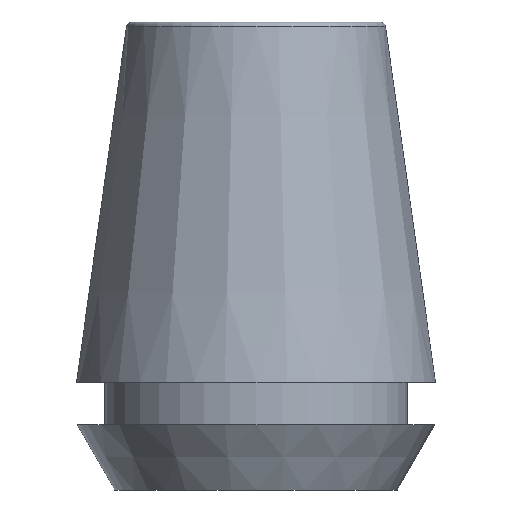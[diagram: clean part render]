
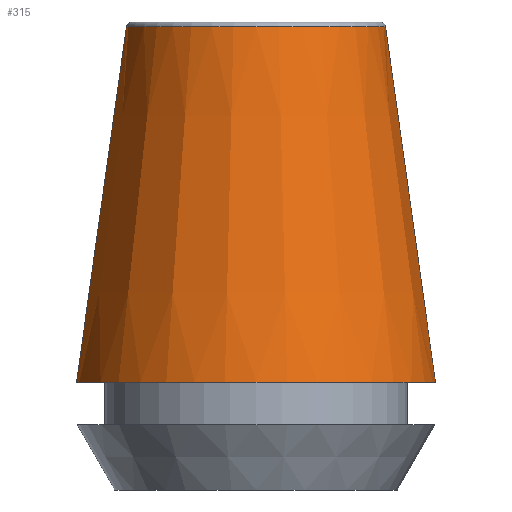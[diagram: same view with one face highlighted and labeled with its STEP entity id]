
A CAD part, front view. The second image highlights one B-rep face of the part: STEP entity #315.
In plain terms, the highlighted conical face has half-angle 8 degrees and reference radius 13.037 mm.
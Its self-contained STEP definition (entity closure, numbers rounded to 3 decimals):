
#10 = DIRECTION ( 'NONE',  ( 0., 0., 1. ) ) ;
#11 = DIRECTION ( 'NONE',  ( 0., 0., 1. ) ) ;
#14 = ORIENTED_EDGE ( 'NONE', *, *, #316, .F. ) ;
#33 = AXIS2_PLACEMENT_3D ( 'NONE', #82, #11, #371 ) ;
#56 = LINE ( 'NONE', #291, #126 ) ;
#62 = VERTEX_POINT ( 'NONE', #303 ) ;
#75 = ORIENTED_EDGE ( 'NONE', *, *, #288, .F. ) ;
#79 = CARTESIAN_POINT ( 'NONE',  ( 0., 0., 33.656 ) ) ;
#81 = DIRECTION ( 'NONE',  ( 1., 0., 0. ) ) ;
#82 = CARTESIAN_POINT ( 'NONE',  ( 0., 0., 7.842 ) ) ;
#102 = VERTEX_POINT ( 'NONE', #331 ) ;
#124 = VERTEX_POINT ( 'NONE', #241 ) ;
#126 = VECTOR ( 'NONE', #149, 1000. ) ;
#148 = DIRECTION ( 'NONE',  ( -0.139, 0., -0.99 ) ) ;
#149 = DIRECTION ( 'NONE',  ( 0.139, 0., -0.99 ) ) ;
#161 = CARTESIAN_POINT ( 'NONE',  ( -13.037, 0., 7.842 ) ) ;
#164 = CIRCLE ( 'NONE', #33, 13.037 ) ;
#186 = ORIENTED_EDGE ( 'NONE', *, *, #366, .T. ) ;
#197 = DIRECTION ( 'NONE',  ( -1., 0., 0. ) ) ;
#201 = CARTESIAN_POINT ( 'NONE',  ( 0., 0., 7.842 ) ) ;
#206 = AXIS2_PLACEMENT_3D ( 'NONE', #79, #10, #81 ) ;
#216 = LINE ( 'NONE', #161, #281 ) ;
#219 = CARTESIAN_POINT ( 'NONE',  ( -13.037, 0., 7.842 ) ) ;
#227 = CONICAL_SURFACE ( 'NONE', #332, 13.037, 0.14 ) ;
#241 = CARTESIAN_POINT ( 'NONE',  ( 9.409, 0., 33.656 ) ) ;
#248 = FACE_OUTER_BOUND ( 'NONE', #271, .T. ) ;
#265 = DIRECTION ( 'NONE',  ( 0., 0., -1. ) ) ;
#271 = EDGE_LOOP ( 'NONE', ( #75, #14, #186, #346 ) ) ;
#281 = VECTOR ( 'NONE', #148, 1000. ) ;
#288 = EDGE_CURVE ( 'NONE', #124, #62, #56, .T. ) ;
#291 = CARTESIAN_POINT ( 'NONE',  ( 13.037, 0., 7.842 ) ) ;
#303 = CARTESIAN_POINT ( 'NONE',  ( 13.037, 0., 7.842 ) ) ;
#304 = CIRCLE ( 'NONE', #206, 9.409 ) ;
#315 = ADVANCED_FACE ( 'NONE', ( #248 ), #227, .T. ) ;
#316 = EDGE_CURVE ( 'NONE', #102, #124, #304, .T. ) ;
#322 = EDGE_CURVE ( 'NONE', #340, #62, #164, .T. ) ;
#331 = CARTESIAN_POINT ( 'NONE',  ( -9.409, 0., 33.656 ) ) ;
#332 = AXIS2_PLACEMENT_3D ( 'NONE', #201, #265, #197 ) ;
#340 = VERTEX_POINT ( 'NONE', #219 ) ;
#346 = ORIENTED_EDGE ( 'NONE', *, *, #322, .T. ) ;
#366 = EDGE_CURVE ( 'NONE', #102, #340, #216, .T. ) ;
#371 = DIRECTION ( 'NONE',  ( 1., 0., 0. ) ) ;
